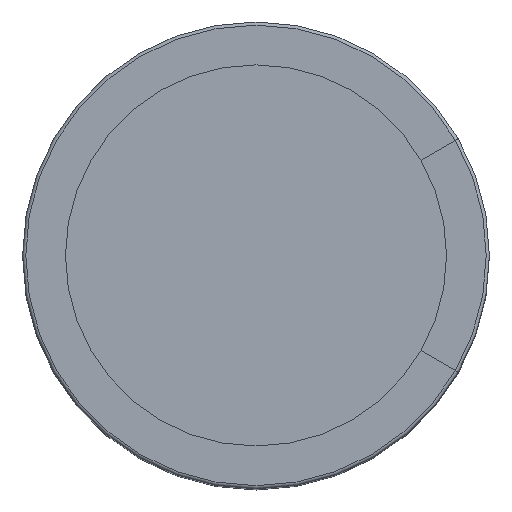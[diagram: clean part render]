
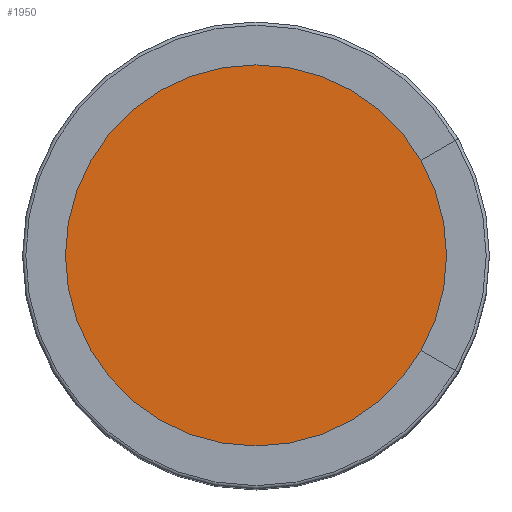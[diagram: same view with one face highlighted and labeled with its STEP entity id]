
A CAD part, top view. The second image highlights one B-rep face of the part: STEP entity #1950.
In plain terms, the highlighted planar face has unit normal (0, 0, 1).
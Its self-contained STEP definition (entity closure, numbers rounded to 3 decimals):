
#1759 = TOROIDAL_SURFACE('',#1760,7.15,0.1);
#1760 = AXIS2_PLACEMENT_3D('',#1761,#1762,#1763);
#1761 = CARTESIAN_POINT('',(0.,0.,-7.87));
#1762 = DIRECTION('',(0.,0.,-1.));
#1763 = DIRECTION('',(1.,0.,0.));
#1828 = VERTEX_POINT('',#1829);
#1829 = CARTESIAN_POINT('',(7.15,0.,-7.77));
#1897 = EDGE_CURVE('',#1828,#1828,#1898,.T.);
#1898 = SURFACE_CURVE('',#1899,(#1904,#1933),.PCURVE_S1.);
#1899 = CIRCLE('',#1900,7.15);
#1900 = AXIS2_PLACEMENT_3D('',#1901,#1902,#1903);
#1901 = CARTESIAN_POINT('',(0.,0.,-7.77));
#1902 = DIRECTION('',(0.,0.,-1.));
#1903 = DIRECTION('',(-1.,0.,0.));
#1904 = PCURVE('',#1759,#1905);
#1905 = DEFINITIONAL_REPRESENTATION('',(#1906),#1932);
#1906 = B_SPLINE_CURVE_WITH_KNOTS('',3,(#1907,#1908,#1909,#1910,#1911,
    #1912,#1913,#1914,#1915,#1916,#1917,#1918,#1919,#1920,#1921,#1922,
    #1923,#1924,#1925,#1926,#1927,#1928,#1929,#1930,#1931),
  .UNSPECIFIED.,.F.,.F.,(4,1,1,1,1,1,1,1,1,1,1,1,1,1,1,1,1,1,1,1,1,1,4),
  (3.142,3.427,3.713,3.998,
    4.284,4.57,4.855,5.141,
    5.426,5.712,5.998,6.283,
    6.569,6.854,7.14,7.426,
    7.711,7.997,8.282,8.568,
    8.854,9.139,9.425),.UNSPECIFIED.);
#1907 = CARTESIAN_POINT('',(0.,4.712));
#1908 = CARTESIAN_POINT('',(0.095,4.712));
#1909 = CARTESIAN_POINT('',(0.286,4.712));
#1910 = CARTESIAN_POINT('',(0.571,4.712));
#1911 = CARTESIAN_POINT('',(0.857,4.712));
#1912 = CARTESIAN_POINT('',(1.142,4.712));
#1913 = CARTESIAN_POINT('',(1.428,4.712));
#1914 = CARTESIAN_POINT('',(1.714,4.712));
#1915 = CARTESIAN_POINT('',(1.999,4.712));
#1916 = CARTESIAN_POINT('',(2.285,4.712));
#1917 = CARTESIAN_POINT('',(2.57,4.712));
#1918 = CARTESIAN_POINT('',(2.856,4.712));
#1919 = CARTESIAN_POINT('',(3.142,4.712));
#1920 = CARTESIAN_POINT('',(3.427,4.712));
#1921 = CARTESIAN_POINT('',(3.713,4.712));
#1922 = CARTESIAN_POINT('',(3.998,4.712));
#1923 = CARTESIAN_POINT('',(4.284,4.712));
#1924 = CARTESIAN_POINT('',(4.57,4.712));
#1925 = CARTESIAN_POINT('',(4.855,4.712));
#1926 = CARTESIAN_POINT('',(5.141,4.712));
#1927 = CARTESIAN_POINT('',(5.426,4.712));
#1928 = CARTESIAN_POINT('',(5.712,4.712));
#1929 = CARTESIAN_POINT('',(5.998,4.712));
#1930 = CARTESIAN_POINT('',(6.188,4.712));
#1931 = CARTESIAN_POINT('',(6.283,4.712));
#1932 = ( GEOMETRIC_REPRESENTATION_CONTEXT(2) 
PARAMETRIC_REPRESENTATION_CONTEXT() REPRESENTATION_CONTEXT('2D SPACE',''
  ) );
#1933 = PCURVE('',#1934,#1939);
#1934 = PLANE('',#1935);
#1935 = AXIS2_PLACEMENT_3D('',#1936,#1937,#1938);
#1936 = CARTESIAN_POINT('',(7.865,7.865,-7.77));
#1937 = DIRECTION('',(0.,0.,1.));
#1938 = DIRECTION('',(-1.,0.,0.));
#1939 = DEFINITIONAL_REPRESENTATION('',(#1940),#1948);
#1940 = ( BOUNDED_CURVE() B_SPLINE_CURVE(2,(#1941,#1942,#1943,#1944,
#1945,#1946,#1947),.UNSPECIFIED.,.T.,.F.) B_SPLINE_CURVE_WITH_KNOTS((1,2
    ,2,2,2,1),(-2.094,0.,2.094,4.189,
6.283,8.378),.UNSPECIFIED.) CURVE() 
GEOMETRIC_REPRESENTATION_ITEM() RATIONAL_B_SPLINE_CURVE((1.,0.5,1.,0.5,
1.,0.5,1.)) REPRESENTATION_ITEM('') );
#1941 = CARTESIAN_POINT('',(15.015,7.865));
#1942 = CARTESIAN_POINT('',(15.015,-4.519));
#1943 = CARTESIAN_POINT('',(4.29,1.673));
#1944 = CARTESIAN_POINT('',(-6.435,7.865));
#1945 = CARTESIAN_POINT('',(4.29,14.057));
#1946 = CARTESIAN_POINT('',(15.015,20.249));
#1947 = CARTESIAN_POINT('',(15.015,7.865));
#1948 = ( GEOMETRIC_REPRESENTATION_CONTEXT(2) 
PARAMETRIC_REPRESENTATION_CONTEXT() REPRESENTATION_CONTEXT('2D SPACE',''
  ) );
#1950 = ADVANCED_FACE('',(#1951),#1934,.T.);
#1951 = FACE_BOUND('',#1952,.T.);
#1952 = EDGE_LOOP('',(#1953));
#1953 = ORIENTED_EDGE('',*,*,#1897,.F.);
